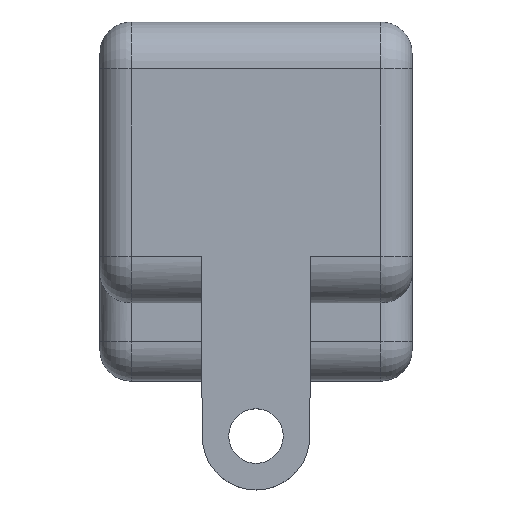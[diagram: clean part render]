
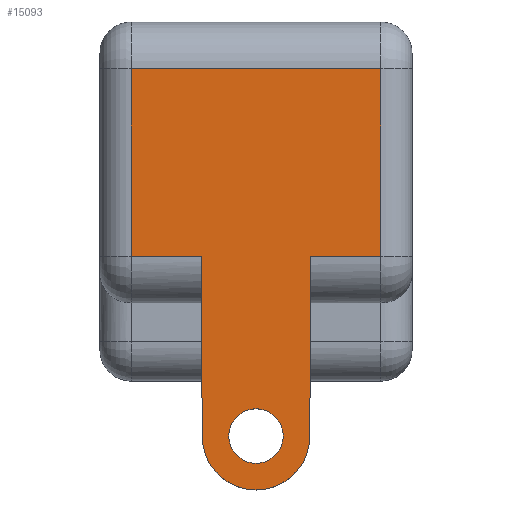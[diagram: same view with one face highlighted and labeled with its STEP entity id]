
A CAD part, top view. The second image highlights one B-rep face of the part: STEP entity #15093.
In plain terms, the highlighted planar face has unit normal (0, 0, 1).
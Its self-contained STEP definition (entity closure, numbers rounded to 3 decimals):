
#562=PLANE('',#16214);
#685=LINE('',#20391,#2327);
#2148=LINE('',#24984,#3790);
#2149=LINE('',#24986,#3791);
#2152=LINE('',#24994,#3794);
#2153=LINE('',#24998,#3795);
#2155=LINE('',#25005,#3797);
#2191=LINE('',#25136,#3833);
#2327=VECTOR('',#16486,1000.);
#3790=VECTOR('',#19581,1000.);
#3791=VECTOR('',#19584,1000.);
#3794=VECTOR('',#19593,1000.);
#3795=VECTOR('',#19598,1000.);
#3797=VECTOR('',#19606,1000.);
#3833=VECTOR('',#19724,1000.);
#4412=CIRCLE('',#16161,1.75);
#4413=CIRCLE('',#16166,3.45);
#7913=ORIENTED_EDGE('',*,*,#8900,.F.);
#7914=ORIENTED_EDGE('',*,*,#10812,.F.);
#7915=ORIENTED_EDGE('',*,*,#10808,.F.);
#7916=ORIENTED_EDGE('',*,*,#10806,.F.);
#7917=ORIENTED_EDGE('',*,*,#10804,.T.);
#7918=ORIENTED_EDGE('',*,*,#10802,.F.);
#7919=ORIENTED_EDGE('',*,*,#10801,.F.);
#7920=ORIENTED_EDGE('',*,*,#10871,.F.);
#7921=ORIENTED_EDGE('',*,*,#10799,.T.);
#8900=EDGE_CURVE('',#11103,#11105,#685,.T.);
#10799=EDGE_CURVE('',#12453,#12453,#4412,.T.);
#10801=EDGE_CURVE('',#11102,#12454,#2148,.T.);
#10802=EDGE_CURVE('',#12454,#12455,#2149,.T.);
#10804=EDGE_CURVE('',#12456,#12455,#4413,.T.);
#10806=EDGE_CURVE('',#12456,#12457,#2152,.T.);
#10808=EDGE_CURVE('',#12457,#12458,#2153,.T.);
#10812=EDGE_CURVE('',#12458,#11103,#2155,.T.);
#10871=EDGE_CURVE('',#11105,#11102,#2191,.T.);
#11102=VERTEX_POINT('',#20385);
#11103=VERTEX_POINT('',#20389);
#11105=VERTEX_POINT('',#20392);
#12453=VERTEX_POINT('',#24980);
#12454=VERTEX_POINT('',#24983);
#12455=VERTEX_POINT('',#24987);
#12456=VERTEX_POINT('',#24991);
#12457=VERTEX_POINT('',#24995);
#12458=VERTEX_POINT('',#24999);
#13389=EDGE_LOOP('',(#7913,#7914,#7915,#7916,#7917,#7918,#7919,#7920));
#13390=EDGE_LOOP('',(#7921));
#14265=FACE_BOUND('',#13389,.T.);
#14266=FACE_BOUND('',#13390,.T.);
#15093=ADVANCED_FACE('',(#14265,#14266),#562,.T.);
#16161=AXIS2_PLACEMENT_3D('',#24979,#19575,#19576);
#16166=AXIS2_PLACEMENT_3D('',#24990,#19588,#19589);
#16214=AXIS2_PLACEMENT_3D('',#25138,#19726,#19727);
#16486=DIRECTION('',(1.,0.,0.));
#19575=DIRECTION('',(0.,0.,-1.));
#19576=DIRECTION('',(1.,0.,0.));
#19581=DIRECTION('',(-1.,0.,0.));
#19584=DIRECTION('',(-0.004,-1.,0.));
#19588=DIRECTION('',(0.,0.,1.));
#19589=DIRECTION('',(1.,0.,0.));
#19593=DIRECTION('',(-0.004,1.,0.));
#19598=DIRECTION('',(-1.,0.,0.));
#19606=DIRECTION('',(0.,1.,0.));
#19724=DIRECTION('',(0.,-1.,0.));
#19726=DIRECTION('',(0.,0.,1.));
#19727=DIRECTION('',(1.,0.,0.));
#20385=CARTESIAN_POINT('',(8.,-16.542,10.));
#20389=CARTESIAN_POINT('',(-8.,-4.5,10.));
#20391=CARTESIAN_POINT('',(0.,-4.5,10.));
#20392=CARTESIAN_POINT('',(8.,-4.5,10.));
#24979=CARTESIAN_POINT('',(0.,-28.042,10.));
#24980=CARTESIAN_POINT('',(1.75,-28.042,10.));
#24983=CARTESIAN_POINT('',(3.5,-16.542,10.));
#24984=CARTESIAN_POINT('',(-10.,-16.542,10.));
#24986=CARTESIAN_POINT('',(3.467,-24.042,10.));
#24987=CARTESIAN_POINT('',(3.45,-28.057,10.));
#24990=CARTESIAN_POINT('',(0.,-28.042,10.));
#24991=CARTESIAN_POINT('',(-3.45,-28.057,10.));
#24994=CARTESIAN_POINT('',(-3.467,-24.042,10.));
#24995=CARTESIAN_POINT('',(-3.5,-16.542,10.));
#24998=CARTESIAN_POINT('',(-10.,-16.542,10.));
#24999=CARTESIAN_POINT('',(-8.,-16.542,10.));
#25005=CARTESIAN_POINT('',(-8.,-13.,10.));
#25136=CARTESIAN_POINT('',(8.,-13.,10.));
#25138=CARTESIAN_POINT('',(0.,-13.,10.));
